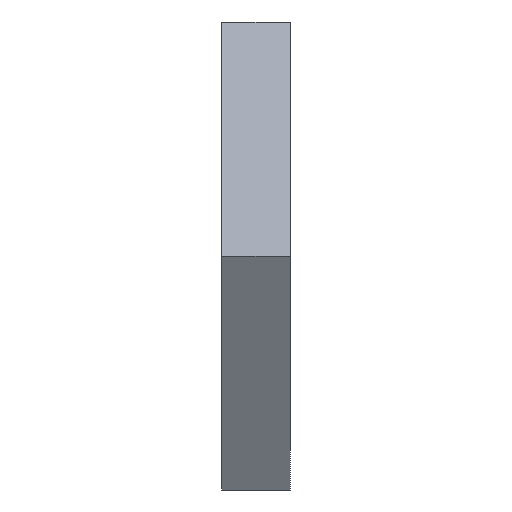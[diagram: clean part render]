
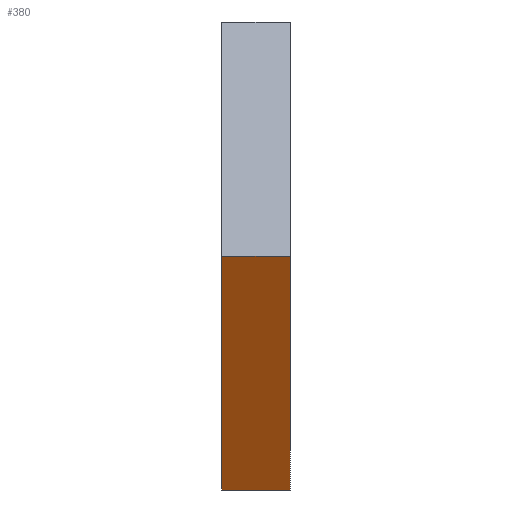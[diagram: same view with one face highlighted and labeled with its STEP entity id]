
A CAD part, left-side view. The second image highlights one B-rep face of the part: STEP entity #380.
In plain terms, the highlighted planar face has unit normal (-0.866, 0, -0.5).
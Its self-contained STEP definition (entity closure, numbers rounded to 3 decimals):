
#74 = PLANE('',#75);
#75 = AXIS2_PLACEMENT_3D('',#76,#77,#78);
#76 = CARTESIAN_POINT('',(391.252,3.5,267.52
    ));
#77 = DIRECTION('',(0.,1.,0.));
#78 = DIRECTION('',(0.,0.,1.));
#205 = PLANE('',#206);
#206 = AXIS2_PLACEMENT_3D('',#207,#208,#209);
#207 = CARTESIAN_POINT('',(391.252,0.,
    267.52));
#208 = DIRECTION('',(0.,-1.,0.));
#209 = DIRECTION('',(0.,0.,-1.));
#289 = VERTEX_POINT('',#290);
#290 = CARTESIAN_POINT('',(401.072,0.,
    241.));
#296 = PLANE('',#297);
#297 = AXIS2_PLACEMENT_3D('',#298,#299,#300);
#298 = CARTESIAN_POINT('',(399.566,-0.47,
    241.));
#299 = DIRECTION('',(0.,0.,-1.));
#300 = DIRECTION('',(0.,-1.,0.));
#313 = EDGE_CURVE('',#289,#314,#316,.T.);
#314 = VERTEX_POINT('',#315);
#315 = CARTESIAN_POINT('',(401.072,3.5,
    241.));
#316 = SURFACE_CURVE('',#317,(#320,#326),.PCURVE_S1.);
#317 = B_SPLINE_CURVE_WITH_KNOTS('',1,(#318,#319),.UNSPECIFIED.,.F.,.F.,
  (2,2),(-3.5,0.),.PIECEWISE_BEZIER_KNOTS.);
#318 = CARTESIAN_POINT('',(401.072,0.,
    241.));
#319 = CARTESIAN_POINT('',(401.072,3.5,
    241.));
#320 = PCURVE('',#296,#321);
#321 = DEFINITIONAL_REPRESENTATION('',(#322),#325);
#322 = B_SPLINE_CURVE_WITH_KNOTS('',1,(#323,#324),.UNSPECIFIED.,.F.,.F.,
  (2,2),(-3.5,0.),.PIECEWISE_BEZIER_KNOTS.);
#323 = CARTESIAN_POINT('',(-0.47,-1.506));
#324 = CARTESIAN_POINT('',(-3.97,-1.506));
#325 = ( GEOMETRIC_REPRESENTATION_CONTEXT(2) 
PARAMETRIC_REPRESENTATION_CONTEXT() REPRESENTATION_CONTEXT('2D SPACE',''
  ) );
#326 = PCURVE('',#327,#332);
#327 = PLANE('',#328);
#328 = AXIS2_PLACEMENT_3D('',#329,#330,#331);
#329 = CARTESIAN_POINT('',(393.369,-0.47,
    254.342));
#330 = DIRECTION('',(-0.866,0.,-0.5));
#331 = DIRECTION('',(-0.5,0.,0.866));
#332 = DEFINITIONAL_REPRESENTATION('',(#333),#336);
#333 = B_SPLINE_CURVE_WITH_KNOTS('',1,(#334,#335),.UNSPECIFIED.,.F.,.F.,
  (2,2),(-3.5,0.),.PIECEWISE_BEZIER_KNOTS.);
#334 = CARTESIAN_POINT('',(-15.406,0.47));
#335 = CARTESIAN_POINT('',(-15.406,3.97));
#336 = ( GEOMETRIC_REPRESENTATION_CONTEXT(2) 
PARAMETRIC_REPRESENTATION_CONTEXT() REPRESENTATION_CONTEXT('2D SPACE',''
  ) );
#380 = ADVANCED_FACE('',(#381),#327,.T.);
#381 = FACE_BOUND('',#382,.T.);
#382 = EDGE_LOOP('',(#383,#403,#428,#446));
#383 = ORIENTED_EDGE('',*,*,#384,.T.);
#384 = EDGE_CURVE('',#289,#385,#387,.T.);
#385 = VERTEX_POINT('',#386);
#386 = CARTESIAN_POINT('',(394.144,0.,
    253.));
#387 = SURFACE_CURVE('',#388,(#391,#397),.PCURVE_S1.);
#388 = B_SPLINE_CURVE_WITH_KNOTS('',1,(#389,#390),.UNSPECIFIED.,.F.,.F.,
  (2,2),(0.,13.856),.PIECEWISE_BEZIER_KNOTS.);
#389 = CARTESIAN_POINT('',(401.072,0.,
    241.));
#390 = CARTESIAN_POINT('',(394.144,0.,
    253.));
#391 = PCURVE('',#327,#392);
#392 = DEFINITIONAL_REPRESENTATION('',(#393),#396);
#393 = B_SPLINE_CURVE_WITH_KNOTS('',1,(#394,#395),.UNSPECIFIED.,.F.,.F.,
  (2,2),(0.,13.856),.PIECEWISE_BEZIER_KNOTS.);
#394 = CARTESIAN_POINT('',(-15.406,0.47));
#395 = CARTESIAN_POINT('',(-1.55,0.47));
#396 = ( GEOMETRIC_REPRESENTATION_CONTEXT(2) 
PARAMETRIC_REPRESENTATION_CONTEXT() REPRESENTATION_CONTEXT('2D SPACE',''
  ) );
#397 = PCURVE('',#205,#398);
#398 = DEFINITIONAL_REPRESENTATION('',(#399),#402);
#399 = B_SPLINE_CURVE_WITH_KNOTS('',1,(#400,#401),.UNSPECIFIED.,.F.,.F.,
  (2,2),(0.,13.856),.PIECEWISE_BEZIER_KNOTS.);
#400 = CARTESIAN_POINT('',(26.52,9.819));
#401 = CARTESIAN_POINT('',(14.52,2.891));
#402 = ( GEOMETRIC_REPRESENTATION_CONTEXT(2) 
PARAMETRIC_REPRESENTATION_CONTEXT() REPRESENTATION_CONTEXT('2D SPACE',''
  ) );
#403 = ORIENTED_EDGE('',*,*,#404,.T.);
#404 = EDGE_CURVE('',#385,#405,#407,.T.);
#405 = VERTEX_POINT('',#406);
#406 = CARTESIAN_POINT('',(394.144,3.5,
    253.));
#407 = SURFACE_CURVE('',#408,(#411,#417),.PCURVE_S1.);
#408 = B_SPLINE_CURVE_WITH_KNOTS('',1,(#409,#410),.UNSPECIFIED.,.F.,.F.,
  (2,2),(-3.5,0.),.PIECEWISE_BEZIER_KNOTS.);
#409 = CARTESIAN_POINT('',(394.144,0.,
    253.));
#410 = CARTESIAN_POINT('',(394.144,3.5,
    253.));
#411 = PCURVE('',#327,#412);
#412 = DEFINITIONAL_REPRESENTATION('',(#413),#416);
#413 = B_SPLINE_CURVE_WITH_KNOTS('',1,(#414,#415),.UNSPECIFIED.,.F.,.F.,
  (2,2),(-3.5,0.),.PIECEWISE_BEZIER_KNOTS.);
#414 = CARTESIAN_POINT('',(-1.55,0.47));
#415 = CARTESIAN_POINT('',(-1.55,3.97));
#416 = ( GEOMETRIC_REPRESENTATION_CONTEXT(2) 
PARAMETRIC_REPRESENTATION_CONTEXT() REPRESENTATION_CONTEXT('2D SPACE',''
  ) );
#417 = PCURVE('',#418,#423);
#418 = PLANE('',#419);
#419 = AXIS2_PLACEMENT_3D('',#420,#421,#422);
#420 = CARTESIAN_POINT('',(401.847,-0.47,
    266.342));
#421 = DIRECTION('',(-0.866,0.,0.5));
#422 = DIRECTION('',(0.5,0.,0.866));
#423 = DEFINITIONAL_REPRESENTATION('',(#424),#427);
#424 = B_SPLINE_CURVE_WITH_KNOTS('',1,(#425,#426),.UNSPECIFIED.,.F.,.F.,
  (2,2),(-3.5,0.),.PIECEWISE_BEZIER_KNOTS.);
#425 = CARTESIAN_POINT('',(-15.406,0.47));
#426 = CARTESIAN_POINT('',(-15.406,3.97));
#427 = ( GEOMETRIC_REPRESENTATION_CONTEXT(2) 
PARAMETRIC_REPRESENTATION_CONTEXT() REPRESENTATION_CONTEXT('2D SPACE',''
  ) );
#428 = ORIENTED_EDGE('',*,*,#429,.T.);
#429 = EDGE_CURVE('',#405,#314,#430,.T.);
#430 = SURFACE_CURVE('',#431,(#434,#440),.PCURVE_S1.);
#431 = B_SPLINE_CURVE_WITH_KNOTS('',1,(#432,#433),.UNSPECIFIED.,.F.,.F.,
  (2,2),(-13.856,0.),.PIECEWISE_BEZIER_KNOTS.);
#432 = CARTESIAN_POINT('',(394.144,3.5,
    253.));
#433 = CARTESIAN_POINT('',(401.072,3.5,
    241.));
#434 = PCURVE('',#327,#435);
#435 = DEFINITIONAL_REPRESENTATION('',(#436),#439);
#436 = B_SPLINE_CURVE_WITH_KNOTS('',1,(#437,#438),.UNSPECIFIED.,.F.,.F.,
  (2,2),(-13.856,0.),.PIECEWISE_BEZIER_KNOTS.);
#437 = CARTESIAN_POINT('',(-1.55,3.97));
#438 = CARTESIAN_POINT('',(-15.406,3.97));
#439 = ( GEOMETRIC_REPRESENTATION_CONTEXT(2) 
PARAMETRIC_REPRESENTATION_CONTEXT() REPRESENTATION_CONTEXT('2D SPACE',''
  ) );
#440 = PCURVE('',#74,#441);
#441 = DEFINITIONAL_REPRESENTATION('',(#442),#445);
#442 = B_SPLINE_CURVE_WITH_KNOTS('',1,(#443,#444),.UNSPECIFIED.,.F.,.F.,
  (2,2),(-13.856,0.),.PIECEWISE_BEZIER_KNOTS.);
#443 = CARTESIAN_POINT('',(-14.52,2.891));
#444 = CARTESIAN_POINT('',(-26.52,9.819));
#445 = ( GEOMETRIC_REPRESENTATION_CONTEXT(2) 
PARAMETRIC_REPRESENTATION_CONTEXT() REPRESENTATION_CONTEXT('2D SPACE',''
  ) );
#446 = ORIENTED_EDGE('',*,*,#313,.F.);
